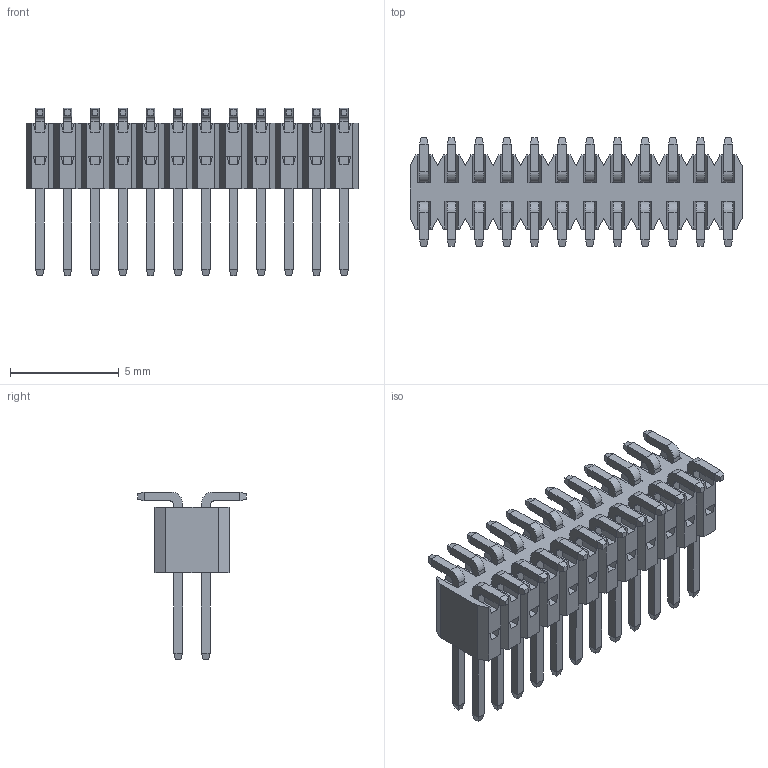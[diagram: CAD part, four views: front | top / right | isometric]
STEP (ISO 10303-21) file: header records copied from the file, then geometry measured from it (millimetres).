
FILE_DESCRIPTION (( 'STEP AP214' ), '1' );
FILE_NAME ('FPH12748-D24S1014110701M-REF.STEP', '2025-01-16T02:55:32', ( '' ), ( '' ), 'SwSTEP 2.0', 'SolidWorks 2021', '' );
FILE_SCHEMA (( 'AUTOMOTIVE_DESIGN' ));
Length unit declared in the file: millimetre
Products named in the file (1): FPH12748-D24S1014110701M-REF
Bounding box: 15.24 x 5 x 7.7 mm (x, y, z)
Volume: 160.6 mm3; surface area: 560.5 mm2
Topology: 1 solids, 1 shells, 940 faces, 2334 edges, 1444 vertices
Faces by surface type: plane 892, cylinder 48
Entity records: 26980 total; most frequent: CARTESIAN_POINT 4719, ORIENTED_EDGE 4668, DIRECTION 4312, EDGE_CURVE 2334, VECTOR 2238, LINE 2238, VERTEX_POINT 1444, AXIS2_PLACEMENT_3D 1037
